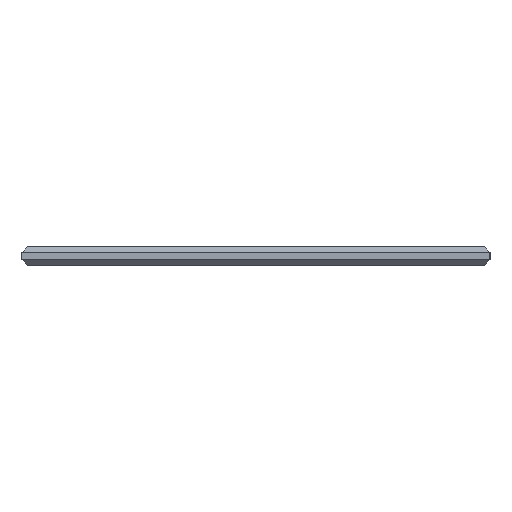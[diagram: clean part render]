
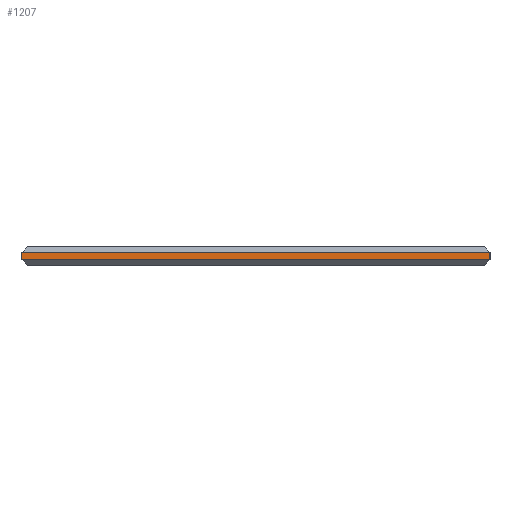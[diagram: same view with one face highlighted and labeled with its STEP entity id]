
A CAD part, left-side view. The second image highlights one B-rep face of the part: STEP entity #1207.
In plain terms, the highlighted planar face has unit normal (-1, 0, 0).
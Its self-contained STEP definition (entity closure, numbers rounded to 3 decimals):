
#1155 = EDGE_CURVE ( 'NONE', #1205, #1157, #5520, .T. ) ;
#1156 = EDGE_CURVE ( 'NONE', #1198, #1204, #5561, .T. ) ;
#1157 = VERTEX_POINT ( 'NONE', #5554 ) ;
#1198 = VERTEX_POINT ( 'NONE', #5733 ) ;
#1204 = VERTEX_POINT ( 'NONE', #5744 ) ;
#1205 = VERTEX_POINT ( 'NONE', #5817 ) ;
#1207 = ADVANCED_FACE ( 'NONE', ( #5819 ), #5781, .F. ) ;
#1208 = EDGE_LOOP ( 'NONE', ( #1210, #1209, #1213, #1216 ) ) ;
#1209 = ORIENTED_EDGE ( 'NONE', *, *, #1155, .T. ) ;
#1210 = ORIENTED_EDGE ( 'NONE', *, *, #1211, .T. ) ;
#1211 = EDGE_CURVE ( 'NONE', #1204, #1205, #5883, .T. ) ;
#1212 = EDGE_CURVE ( 'NONE', #1198, #1157, #5854, .T. ) ;
#1213 = ORIENTED_EDGE ( 'NONE', *, *, #1212, .F. ) ;
#1216 = ORIENTED_EDGE ( 'NONE', *, *, #1156, .T. ) ;
#5520 = LINE ( 'NONE', #5565, #5564 ) ;
#5554 = CARTESIAN_POINT ( 'NONE',  ( 0., 0., 0.3 ) ) ;
#5560 = CARTESIAN_POINT ( 'NONE',  ( 0., 0., 0.7 ) ) ;
#5561 = LINE ( 'NONE', #5560, #5600 ) ;
#5563 = DIRECTION ( 'NONE',  ( 0., -1., 0. ) ) ;
#5564 = VECTOR ( 'NONE', #5563, 1000. ) ;
#5565 = CARTESIAN_POINT ( 'NONE',  ( 0., 0., 0.3 ) ) ;
#5599 = DIRECTION ( 'NONE',  ( 0., 1., 0. ) ) ;
#5600 = VECTOR ( 'NONE', #5599, 1000. ) ;
#5733 = CARTESIAN_POINT ( 'NONE',  ( 0., 0., 0.7 ) ) ;
#5744 = CARTESIAN_POINT ( 'NONE',  ( 0., 25., 0.7 ) ) ;
#5781 = PLANE ( 'NONE',  #5782 ) ;
#5782 = AXIS2_PLACEMENT_3D ( 'NONE', #5881, #5858, #5857 ) ;
#5817 = CARTESIAN_POINT ( 'NONE',  ( 0., 25., 0.3 ) ) ;
#5819 = FACE_OUTER_BOUND ( 'NONE', #1208, .T. ) ;
#5853 = CARTESIAN_POINT ( 'NONE',  ( 0., 0., 1. ) ) ;
#5854 = LINE ( 'NONE', #5853, #5909 ) ;
#5855 = DIRECTION ( 'NONE',  ( 0., 0., -1. ) ) ;
#5856 = VECTOR ( 'NONE', #5855, 1000. ) ;
#5857 = DIRECTION ( 'NONE',  ( 0., 0., -1. ) ) ;
#5858 = DIRECTION ( 'NONE',  ( 1., 0., 0. ) ) ;
#5881 = CARTESIAN_POINT ( 'NONE',  ( 0., 0., 1. ) ) ;
#5882 = CARTESIAN_POINT ( 'NONE',  ( 0., 25., 1. ) ) ;
#5883 = LINE ( 'NONE', #5882, #5856 ) ;
#5908 = DIRECTION ( 'NONE',  ( 0., 0., -1. ) ) ;
#5909 = VECTOR ( 'NONE', #5908, 1000. ) ;
